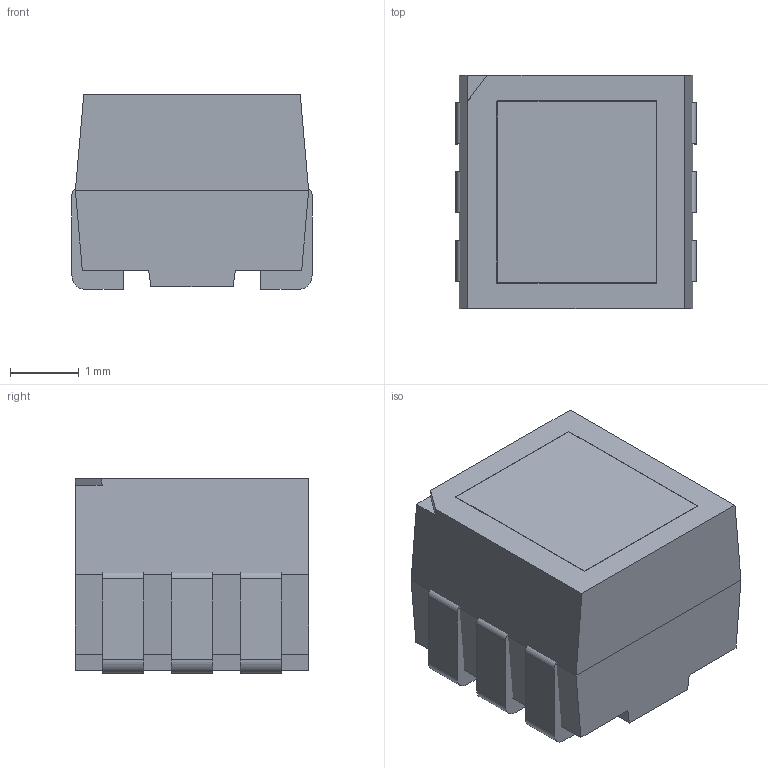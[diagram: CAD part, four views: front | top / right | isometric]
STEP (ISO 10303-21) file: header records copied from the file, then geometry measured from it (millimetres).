
FILE_DESCRIPTION(('FreeCAD Model'),'2;1');
FILE_NAME('6-PLCC.STEP','2021-11-15T22:14:26',('Author'),(''), 'Open CASCADE STEP processor 7.3','FreeCAD','Unknown');
FILE_SCHEMA(('AUTOMOTIVE_DESIGN { 1 0 10303 214 1 1 1 1 }'));
Length unit declared in the file: millimetre
Products named in the file (13): Body005; Body004; Body003; Body; Body001; Body002; Part
Assembly tree (6 placements, depth 2):
  Body005
  Body004
  Body003
  Body
  Body001
Bounding box: 3.5 x 3.4 x 2.84 mm (x, y, z)
Surface area: 277.2 mm2
Topology: 12 solids, 12 shells, 166 faces, 420 edges, 280 vertices
Faces by surface type: plane 142, cylinder 24
Entity records: 10815 total; most frequent: CARTESIAN_POINT 2001, DIRECTION 1606, LINE 1164, VECTOR 1164, ORIENTED_EDGE 840, PCURVE 840, DEFINITIONAL_REPRESENTATION 840, EDGE_CURVE 420
